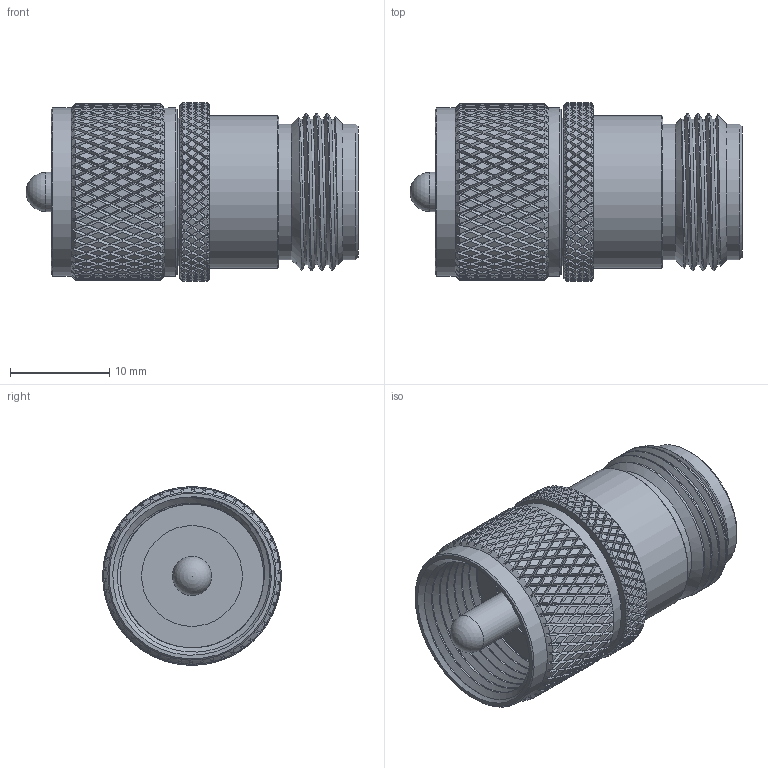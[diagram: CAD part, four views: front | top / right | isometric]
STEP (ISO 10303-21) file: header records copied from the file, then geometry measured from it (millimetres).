
FILE_DESCRIPTION (( 'STEP AP203' ), '1' );
FILE_NAME ('PE9112_3D.step', '2021-09-23T16:32:39', ( '' ), ( '' ), 'SwSTEP 2.0', 'SolidWorks 2021', '' );
FILE_SCHEMA (( 'CONFIG_CONTROL_DESIGN' ));
Products named in the file (1): PE9112_3D
Bounding box: 33.5 x 18 x 18 mm (x, y, z)
Volume: 4486.8 mm3; surface area: 4039.1 mm2
Topology: 1 solids, 1 shells, 3652 faces, 7807 edges, 4169 vertices
Faces by surface type: bspline 2906, cylinder 698, plane 27, cone 20, sphere 1
Full cylindrical faces by diameter (mm): 1.524 x1, 2.54 x1, 3.962 x1, 6.985 x1, 10.16 x1, 13.716 x2, 14.808 x1, 14.9 x1, 15.445 x1, 15.57 x1, 16.993 x2
Entity records: 139200 total; most frequent: CARTESIAN_POINT 92884, ORIENTED_EDGE 15520, EDGE_CURVE 7760, VERTEX_POINT 4152, EDGE_LOOP 3690, FACE_OUTER_BOUND 3663, ADVANCED_FACE 3650, B_SPLINE_CURVE_WITH_KNOTS 3457
